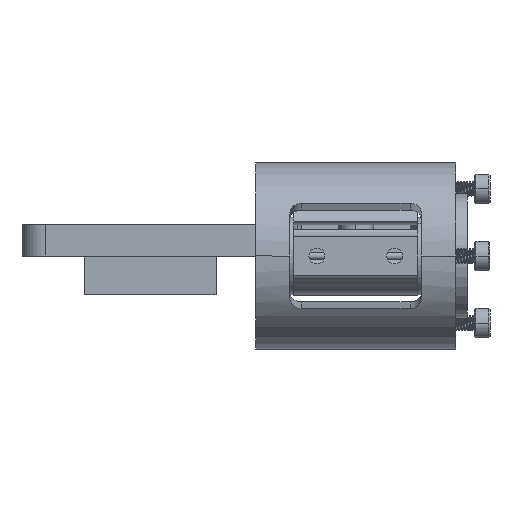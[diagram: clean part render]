
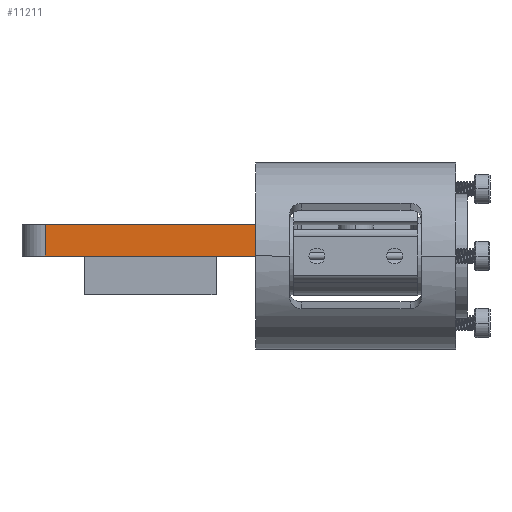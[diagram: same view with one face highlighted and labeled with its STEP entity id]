
A CAD part, left-side view. The second image highlights one B-rep face of the part: STEP entity #11211.
In plain terms, the highlighted planar face has unit normal (-1, 0, 0).
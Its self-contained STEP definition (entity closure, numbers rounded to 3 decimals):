
#11211 = ADVANCED_FACE ( 'NONE', ( #20003 ), #20045, .F. ) ;
#11212 = EDGE_LOOP ( 'NONE', ( #11214, #11217, #11220, #11223 ) ) ;
#11214 = ORIENTED_EDGE ( 'NONE', *, *, #11215, .F. ) ;
#11215 = EDGE_CURVE ( 'NONE', #11216, #11289, #20040, .T. ) ;
#11216 = VERTEX_POINT ( 'NONE', #20036 ) ;
#11217 = ORIENTED_EDGE ( 'NONE', *, *, #11218, .T. ) ;
#11218 = EDGE_CURVE ( 'NONE', #11216, #11219, #20035, .T. ) ;
#11219 = VERTEX_POINT ( 'NONE', #20031 ) ;
#11220 = ORIENTED_EDGE ( 'NONE', *, *, #11221, .T. ) ;
#11221 = EDGE_CURVE ( 'NONE', #11219, #11285, #20076, .T. ) ;
#11223 = ORIENTED_EDGE ( 'NONE', *, *, #11291, .T. ) ;
#11285 = VERTEX_POINT ( 'NONE', #20293 ) ;
#11289 = VERTEX_POINT ( 'NONE', #20287 ) ;
#11291 = EDGE_CURVE ( 'NONE', #11285, #11289, #20286, .T. ) ;
#20003 = FACE_OUTER_BOUND ( 'NONE', #11212, .T. ) ;
#20031 = CARTESIAN_POINT ( 'NONE',  ( 47.9, 40., 0. ) ) ;
#20032 = DIRECTION ( 'NONE',  ( 0., 0., -1. ) ) ;
#20033 = VECTOR ( 'NONE', #20032, 1000. ) ;
#20034 = CARTESIAN_POINT ( 'NONE',  ( 47.9, 40., 0. ) ) ;
#20035 = LINE ( 'NONE', #20034, #20033 ) ;
#20036 = CARTESIAN_POINT ( 'NONE',  ( 47.9, 40., 4. ) ) ;
#20037 = DIRECTION ( 'NONE',  ( 0., -1., 0. ) ) ;
#20038 = VECTOR ( 'NONE', #20037, 1000. ) ;
#20039 = CARTESIAN_POINT ( 'NONE',  ( 47.9, 43., 4. ) ) ;
#20040 = LINE ( 'NONE', #20039, #20038 ) ;
#20041 = DIRECTION ( 'NONE',  ( 0., 0., -1. ) ) ;
#20042 = DIRECTION ( 'NONE',  ( 1., 0., 0. ) ) ;
#20043 = CARTESIAN_POINT ( 'NONE',  ( 47.9, 43., 4. ) ) ;
#20044 = AXIS2_PLACEMENT_3D ( 'NONE', #20043, #20042, #20041 ) ;
#20045 = PLANE ( 'NONE',  #20044 ) ;
#20073 = DIRECTION ( 'NONE',  ( 0., -1., 0. ) ) ;
#20074 = VECTOR ( 'NONE', #20073, 1000. ) ;
#20075 = CARTESIAN_POINT ( 'NONE',  ( 47.9, 43., 0. ) ) ;
#20076 = LINE ( 'NONE', #20075, #20074 ) ;
#20283 = DIRECTION ( 'NONE',  ( 0., 0., 1. ) ) ;
#20284 = VECTOR ( 'NONE', #20283, 1000. ) ;
#20285 = CARTESIAN_POINT ( 'NONE',  ( 47.9, 11., 4. ) ) ;
#20286 = LINE ( 'NONE', #20285, #20284 ) ;
#20287 = CARTESIAN_POINT ( 'NONE',  ( 47.9, 11., 4. ) ) ;
#20293 = CARTESIAN_POINT ( 'NONE',  ( 47.9, 11., 0. ) ) ;
